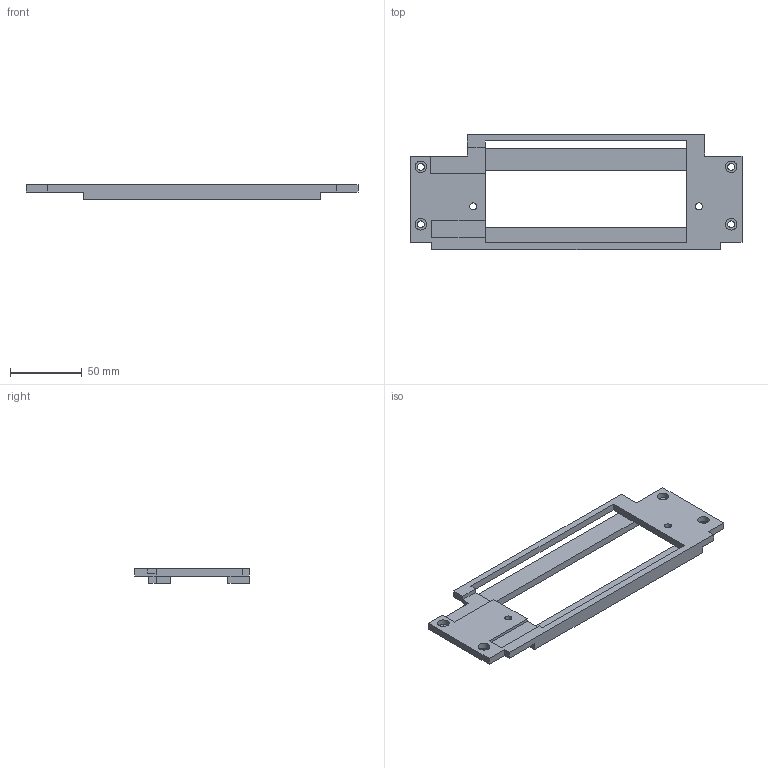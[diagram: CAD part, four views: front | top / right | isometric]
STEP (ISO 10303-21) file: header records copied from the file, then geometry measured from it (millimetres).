
FILE_DESCRIPTION(('FreeCAD Model'),'2;1');
FILE_NAME('Open CASCADE Shape Model','2024-10-20T22:35:49',('Author'),( ''),'Open CASCADE STEP processor 7.6','FreeCAD','Unknown');
FILE_SCHEMA(('AUTOMOTIVE_DESIGN { 1 0 10303 214 1 1 1 1 }'));
Length unit declared in the file: millimetre
Products named in the file (1): Cut015
Bounding box: 231 x 80 x 10 mm (x, y, z)
Volume: 58496.2 mm3; surface area: 31332 mm2
Topology: 1 solids, 1 shells, 61 faces, 157 edges, 98 vertices
Faces by surface type: plane 51, cylinder 10
Full cylindrical faces by diameter (mm): 4.8 x6, 8 x4
Entity records: 1865 total; most frequent: CARTESIAN_POINT 317, ORIENTED_EDGE 314, DIRECTION 301, EDGE_CURVE 157, LINE 137, VECTOR 137, VERTEX_POINT 98, AXIS2_PLACEMENT_3D 82
